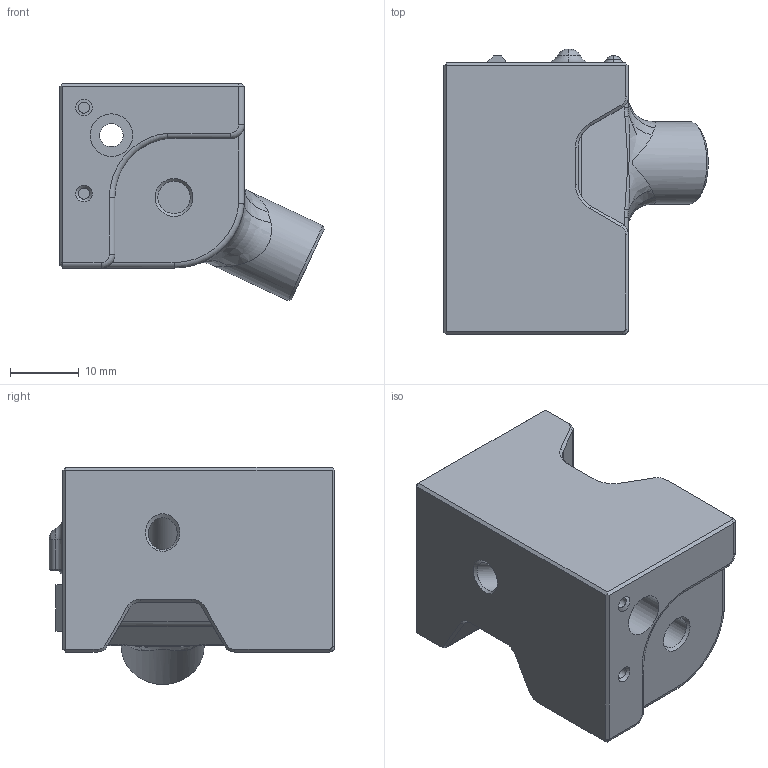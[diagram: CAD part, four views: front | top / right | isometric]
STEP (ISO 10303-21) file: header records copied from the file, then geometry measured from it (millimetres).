
FILE_DESCRIPTION(/* description */ (''),/* implementation_level */ '2;1');
FILE_NAME(/* name */ 'V0.2R1_Master_Assembly_Printed Parts (28) v7.step',/* time_stamp */ '2023-08-16T11:00:58+02:00',/* author */ (''),/* organization */ (''),/* preprocessor_version */ 'ST-DEVELOPER v20',/* originating_system */ 'Autodesk Translation Framework v12.9.0.99',/* authorisation */ '');
FILE_SCHEMA (('AUTOMOTIVE_DESIGN { 1 0 10303 214 3 1 1 }'));
Length unit declared in the file: millimetre
Products named in the file (2): V0.2R1_Master_Assembly_Printed Parts (28); Filament Runout Sensor Foot
Assembly tree (1 placements, depth 2):
  V0.2R1_Master_Assembly_Printed Parts (28)
    Filament Runout Sensor Foot
Bounding box: 38.39 x 41.5 x 31.51 mm (x, y, z)
Volume: 23062.1 mm3; surface area: 7328.8 mm2
Topology: 1 solids, 1 shells, 253 faces, 626 edges, 381 vertices
Faces by surface type: plane 92, cylinder 62, bspline 50, cone 33, torus 16
Full cylindrical faces by diameter (mm): 1.6 x2, 1.9 x1, 2.4 x1, 3.4 x1, 4.2 x2, 4.7 x2, 6.2 x1, 8.35 x1, 12 x1
Entity records: 10726 total; most frequent: CARTESIAN_POINT 4897, ORIENTED_EDGE 1252, DIRECTION 1145, EDGE_CURVE 626, AXIS2_PLACEMENT_3D 414, VERTEX_POINT 381, LINE 317, VECTOR 317
